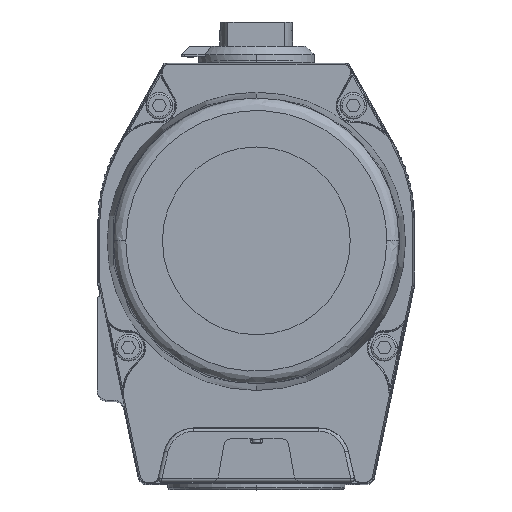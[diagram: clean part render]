
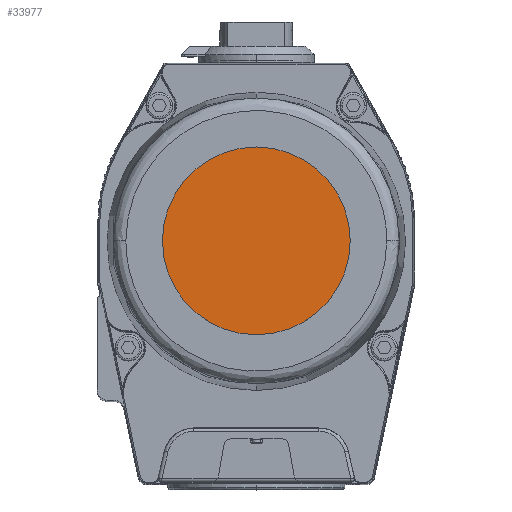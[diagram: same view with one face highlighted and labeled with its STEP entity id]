
A CAD part, top view. The second image highlights one B-rep face of the part: STEP entity #33977.
In plain terms, the highlighted planar face has unit normal (0, 0, 1).
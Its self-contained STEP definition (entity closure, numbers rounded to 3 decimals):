
#4727 = CARTESIAN_POINT ( 'NONE',  ( -45., 0., 122. ) ) ;
#5570 = CARTESIAN_POINT ( 'NONE',  ( 0., 0., 122. ) ) ;
#5956 = EDGE_CURVE ( 'NONE', #23634, #14229, #9771, .T. ) ;
#8323 = DIRECTION ( 'NONE',  ( 1., 0., 0. ) ) ;
#8751 = AXIS2_PLACEMENT_3D ( 'NONE', #9797, #12450, #22654 ) ;
#9771 = CIRCLE ( 'NONE', #19626, 45. ) ;
#9797 = CARTESIAN_POINT ( 'NONE',  ( 0., 0., 122. ) ) ;
#10833 = DIRECTION ( 'NONE',  ( 0., 0., -1. ) ) ;
#12450 = DIRECTION ( 'NONE',  ( 0., 0., -1. ) ) ;
#12555 = PLANE ( 'NONE',  #27081 ) ;
#12623 = ORIENTED_EDGE ( 'NONE', *, *, #5956, .F. ) ;
#14229 = VERTEX_POINT ( 'NONE', #20606 ) ;
#17602 = CIRCLE ( 'NONE', #8751, 45. ) ;
#19626 = AXIS2_PLACEMENT_3D ( 'NONE', #5570, #10833, #8323 ) ;
#20606 = CARTESIAN_POINT ( 'NONE',  ( 45., 0., 122. ) ) ;
#22654 = DIRECTION ( 'NONE',  ( 1., 0., 0. ) ) ;
#23634 = VERTEX_POINT ( 'NONE', #4727 ) ;
#24952 = EDGE_LOOP ( 'NONE', ( #27433, #12623 ) ) ;
#25262 = DIRECTION ( 'NONE',  ( 1., 0., 0. ) ) ;
#26454 = EDGE_CURVE ( 'NONE', #14229, #23634, #17602, .T. ) ;
#27081 = AXIS2_PLACEMENT_3D ( 'NONE', #30694, #30594, #25262 ) ;
#27433 = ORIENTED_EDGE ( 'NONE', *, *, #26454, .F. ) ;
#28579 = FACE_OUTER_BOUND ( 'NONE', #24952, .T. ) ;
#30594 = DIRECTION ( 'NONE',  ( 0., 0., 1. ) ) ;
#30694 = CARTESIAN_POINT ( 'NONE',  ( 0., 0., 122. ) ) ;
#33977 = ADVANCED_FACE ( 'NONE', ( #28579 ), #12555, .T. ) ;
